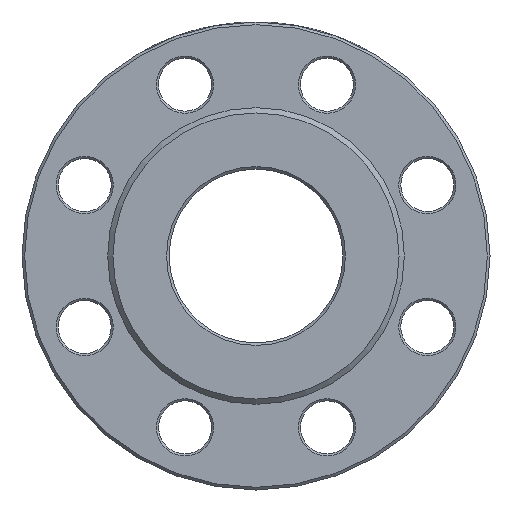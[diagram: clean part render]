
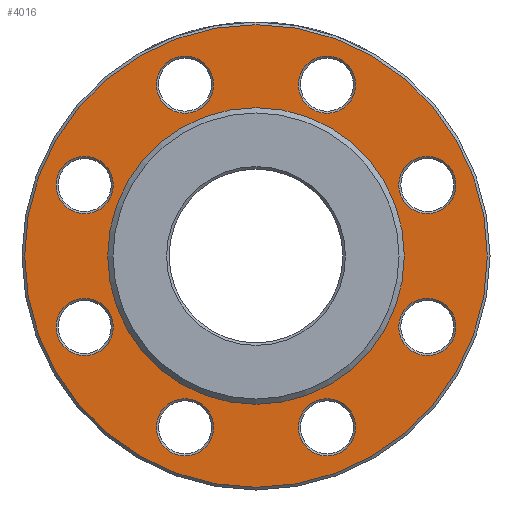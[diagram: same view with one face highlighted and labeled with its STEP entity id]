
A CAD part, left-side view. The second image highlights one B-rep face of the part: STEP entity #4016.
In plain terms, the highlighted planar face has unit normal (-1, 0, 0).
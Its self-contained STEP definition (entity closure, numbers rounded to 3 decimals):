
#12 = VERTEX_POINT ( 'NONE', #1114 ) ;
#35 = EDGE_LOOP ( 'NONE', ( #4627 ) ) ;
#94 = ORIENTED_EDGE ( 'NONE', *, *, #446, .T. ) ;
#113 = CARTESIAN_POINT ( 'NONE',  ( 3., 108.462, 28.727 ) ) ;
#138 = CARTESIAN_POINT ( 'NONE',  ( 3., 28.727, -108.462 ) ) ;
#149 = DIRECTION ( 'NONE',  ( 0., 1., 0. ) ) ;
#163 = VERTEX_POINT ( 'NONE', #4804 ) ;
#169 = AXIS2_PLACEMENT_3D ( 'NONE', #3954, #4736, #171 ) ;
#171 = DIRECTION ( 'NONE',  ( 0., 0., -1. ) ) ;
#249 = CARTESIAN_POINT ( 'NONE',  ( 3., -97.007, 40.182 ) ) ;
#275 = CIRCLE ( 'NONE', #3993, 16.2 ) ;
#304 = ORIENTED_EDGE ( 'NONE', *, *, #3844, .T. ) ;
#313 = CARTESIAN_POINT ( 'NONE',  ( 3., -108.462, -28.727 ) ) ;
#317 = FACE_BOUND ( 'NONE', #4227, .T. ) ;
#332 = DIRECTION ( 'NONE',  ( 1., 0., 0. ) ) ;
#356 = AXIS2_PLACEMENT_3D ( 'NONE', #2983, #3390, #685 ) ;
#360 = CIRCLE ( 'NONE', #3909, 16.2 ) ;
#368 = DIRECTION ( 'NONE',  ( 0., 0., -1. ) ) ;
#383 = EDGE_CURVE ( 'NONE', #1820, #1820, #1882, .T. ) ;
#446 = EDGE_CURVE ( 'NONE', #4905, #4905, #3735, .T. ) ;
#568 = ORIENTED_EDGE ( 'NONE', *, *, #4159, .T. ) ;
#640 = DIRECTION ( 'NONE',  ( 0., 0., 1. ) ) ;
#685 = DIRECTION ( 'NONE',  ( 0., 0., 1. ) ) ;
#687 = DIRECTION ( 'NONE',  ( 1., 0., 0. ) ) ;
#717 = AXIS2_PLACEMENT_3D ( 'NONE', #998, #687, #4568 ) ;
#736 = FACE_BOUND ( 'NONE', #35, .T. ) ;
#762 = CARTESIAN_POINT ( 'NONE',  ( 3., 56.382, 97.007 ) ) ;
#766 = FACE_BOUND ( 'NONE', #2235, .T. ) ;
#818 = DIRECTION ( 'NONE',  ( 1., 0., 0. ) ) ;
#976 = EDGE_CURVE ( 'NONE', #2325, #2325, #360, .T. ) ;
#991 = DIRECTION ( 'NONE',  ( 0., -0.707, -0.707 ) ) ;
#997 = CIRCLE ( 'NONE', #3414, 16.2 ) ;
#998 = CARTESIAN_POINT ( 'NONE',  ( 3., 97.007, 40.182 ) ) ;
#1061 = EDGE_CURVE ( 'NONE', #4957, #4957, #2855, .T. ) ;
#1114 = CARTESIAN_POINT ( 'NONE',  ( 3., -97.007, 56.382 ) ) ;
#1120 = FACE_BOUND ( 'NONE', #4558, .T. ) ;
#1166 = AXIS2_PLACEMENT_3D ( 'NONE', #4772, #3156, #4373 ) ;
#1442 = AXIS2_PLACEMENT_3D ( 'NONE', #2737, #818, #149 ) ;
#1618 = ORIENTED_EDGE ( 'NONE', *, *, #976, .T. ) ;
#1647 = EDGE_CURVE ( 'NONE', #4632, #4632, #997, .T. ) ;
#1717 = ORIENTED_EDGE ( 'NONE', *, *, #1647, .T. ) ;
#1749 = CARTESIAN_POINT ( 'NONE',  ( 3., -40.182, 97.007 ) ) ;
#1820 = VERTEX_POINT ( 'NONE', #3363 ) ;
#1882 = CIRCLE ( 'NONE', #356, 84. ) ;
#1918 = CARTESIAN_POINT ( 'NONE',  ( 3., 97.007, -56.382 ) ) ;
#1993 = VERTEX_POINT ( 'NONE', #113 ) ;
#2061 = ORIENTED_EDGE ( 'NONE', *, *, #2519, .T. ) ;
#2082 = EDGE_LOOP ( 'NONE', ( #2641 ) ) ;
#2223 = CARTESIAN_POINT ( 'NONE',  ( 3., -97.007, -40.182 ) ) ;
#2235 = EDGE_LOOP ( 'NONE', ( #1717 ) ) ;
#2239 = CARTESIAN_POINT ( 'NONE',  ( 3., -40.182, -97.007 ) ) ;
#2252 = FACE_BOUND ( 'NONE', #3896, .T. ) ;
#2277 = PLANE ( 'NONE',  #4194 ) ;
#2306 = FACE_BOUND ( 'NONE', #4356, .T. ) ;
#2325 = VERTEX_POINT ( 'NONE', #3113 ) ;
#2418 = CIRCLE ( 'NONE', #3695, 16.2 ) ;
#2427 = VERTEX_POINT ( 'NONE', #138 ) ;
#2433 = DIRECTION ( 'NONE',  ( 0., 0.707, 0.707 ) ) ;
#2519 = EDGE_CURVE ( 'NONE', #12, #12, #275, .T. ) ;
#2608 = DIRECTION ( 'NONE',  ( 1., 0., 0. ) ) ;
#2641 = ORIENTED_EDGE ( 'NONE', *, *, #4767, .T. ) ;
#2676 = VERTEX_POINT ( 'NONE', #762 ) ;
#2700 = DIRECTION ( 'NONE',  ( 0., -1., 0. ) ) ;
#2737 = CARTESIAN_POINT ( 'NONE',  ( 3., 40.182, 97.007 ) ) ;
#2855 = CIRCLE ( 'NONE', #1166, 16.2 ) ;
#2970 = ORIENTED_EDGE ( 'NONE', *, *, #1061, .T. ) ;
#2983 = CARTESIAN_POINT ( 'NONE',  ( 3., 0., 0. ) ) ;
#3036 = CARTESIAN_POINT ( 'NONE',  ( 3., 84., 0. ) ) ;
#3056 = CARTESIAN_POINT ( 'NONE',  ( 3., -28.727, 108.462 ) ) ;
#3113 = CARTESIAN_POINT ( 'NONE',  ( 3., -56.382, -97.007 ) ) ;
#3156 = DIRECTION ( 'NONE',  ( 1., 0., 0. ) ) ;
#3222 = CIRCLE ( 'NONE', #717, 16.2 ) ;
#3291 = DIRECTION ( 'NONE',  ( 1., 0., 0. ) ) ;
#3329 = EDGE_LOOP ( 'NONE', ( #4562 ) ) ;
#3363 = CARTESIAN_POINT ( 'NONE',  ( 3., 0., 84. ) ) ;
#3366 = DIRECTION ( 'NONE',  ( 0., -0.707, 0.707 ) ) ;
#3380 = CIRCLE ( 'NONE', #169, 131. ) ;
#3390 = DIRECTION ( 'NONE',  ( -1., 0., 0. ) ) ;
#3414 = AXIS2_PLACEMENT_3D ( 'NONE', #1749, #3291, #2433 ) ;
#3695 = AXIS2_PLACEMENT_3D ( 'NONE', #4461, #3743, #991 ) ;
#3735 = CIRCLE ( 'NONE', #4791, 16.2 ) ;
#3743 = DIRECTION ( 'NONE',  ( 1., 0., 0. ) ) ;
#3788 = CIRCLE ( 'NONE', #1442, 16.2 ) ;
#3828 = FACE_BOUND ( 'NONE', #2082, .T. ) ;
#3844 = EDGE_CURVE ( 'NONE', #2676, #2676, #3788, .T. ) ;
#3854 = DIRECTION ( 'NONE',  ( 1., 0., 0. ) ) ;
#3896 = EDGE_LOOP ( 'NONE', ( #304 ) ) ;
#3909 = AXIS2_PLACEMENT_3D ( 'NONE', #2239, #332, #2700 ) ;
#3924 = EDGE_LOOP ( 'NONE', ( #2061 ) ) ;
#3954 = CARTESIAN_POINT ( 'NONE',  ( 3., 0., 0. ) ) ;
#3993 = AXIS2_PLACEMENT_3D ( 'NONE', #249, #4544, #640 ) ;
#4016 = ADVANCED_FACE ( 'NONE', ( #3828, #2252, #766, #4588, #317, #2306, #736, #1120, #4608, #4513 ), #2277, .F. ) ;
#4159 = EDGE_CURVE ( 'NONE', #163, #163, #3380, .T. ) ;
#4194 = AXIS2_PLACEMENT_3D ( 'NONE', #3036, #3854, #368 ) ;
#4227 = EDGE_LOOP ( 'NONE', ( #94 ) ) ;
#4356 = EDGE_LOOP ( 'NONE', ( #1618 ) ) ;
#4373 = DIRECTION ( 'NONE',  ( 0., 0., -1. ) ) ;
#4461 = CARTESIAN_POINT ( 'NONE',  ( 3., 40.182, -97.007 ) ) ;
#4513 = FACE_BOUND ( 'NONE', #3329, .T. ) ;
#4544 = DIRECTION ( 'NONE',  ( 1., 0., 0. ) ) ;
#4558 = EDGE_LOOP ( 'NONE', ( #2970 ) ) ;
#4562 = ORIENTED_EDGE ( 'NONE', *, *, #383, .F. ) ;
#4568 = DIRECTION ( 'NONE',  ( 0., 0.707, -0.707 ) ) ;
#4588 = FACE_BOUND ( 'NONE', #3924, .T. ) ;
#4608 = FACE_OUTER_BOUND ( 'NONE', #4744, .T. ) ;
#4627 = ORIENTED_EDGE ( 'NONE', *, *, #4956, .T. ) ;
#4632 = VERTEX_POINT ( 'NONE', #3056 ) ;
#4736 = DIRECTION ( 'NONE',  ( -1., 0., 0. ) ) ;
#4744 = EDGE_LOOP ( 'NONE', ( #568 ) ) ;
#4767 = EDGE_CURVE ( 'NONE', #1993, #1993, #3222, .T. ) ;
#4772 = CARTESIAN_POINT ( 'NONE',  ( 3., 97.007, -40.182 ) ) ;
#4791 = AXIS2_PLACEMENT_3D ( 'NONE', #2223, #2608, #3366 ) ;
#4804 = CARTESIAN_POINT ( 'NONE',  ( 3., 0., -131. ) ) ;
#4905 = VERTEX_POINT ( 'NONE', #313 ) ;
#4956 = EDGE_CURVE ( 'NONE', #2427, #2427, #2418, .T. ) ;
#4957 = VERTEX_POINT ( 'NONE', #1918 ) ;
